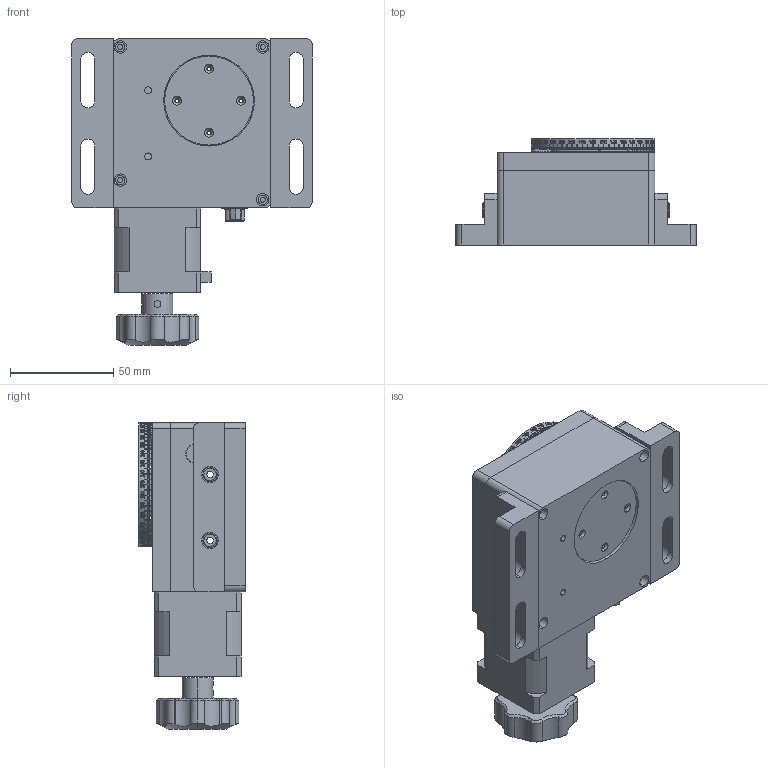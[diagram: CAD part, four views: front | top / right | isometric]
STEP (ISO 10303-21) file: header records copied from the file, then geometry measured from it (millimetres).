
FILE_DESCRIPTION (( 'STEP AP214' ), '1' );
FILE_NAME ('08MRX-1.STEP', '2018-10-08T07:37:49', ( '' ), ( '' ), 'SwSTEP 2.0', 'SolidWorks 2016', '' );
FILE_SCHEMA (( 'AUTOMOTIVE_DESIGN' ));
Length unit declared in the file: millimetre
Products named in the file (1): 08MRX-1
Bounding box: 116.5 x 51.5 x 148.5 mm (x, y, z)
Surface area: 69636.1 mm2 (no closed solid volume)
Topology: 0 solids, 73 shells, 915 faces, 6521 edges, 5304 vertices
Faces by surface type: plane 372, cylinder 352, bspline 139, cone 34, torus 18
Entity records: 108964 total; most frequent: CARTESIAN_POINT 54642, ORIENTED_EDGE 8373, DIRECTION 7795, EDGE_CURVE 6521, VERTEX_POINT 5304, LINE 3115, VECTOR 3115, AXIS2_PLACEMENT_3D 2340
